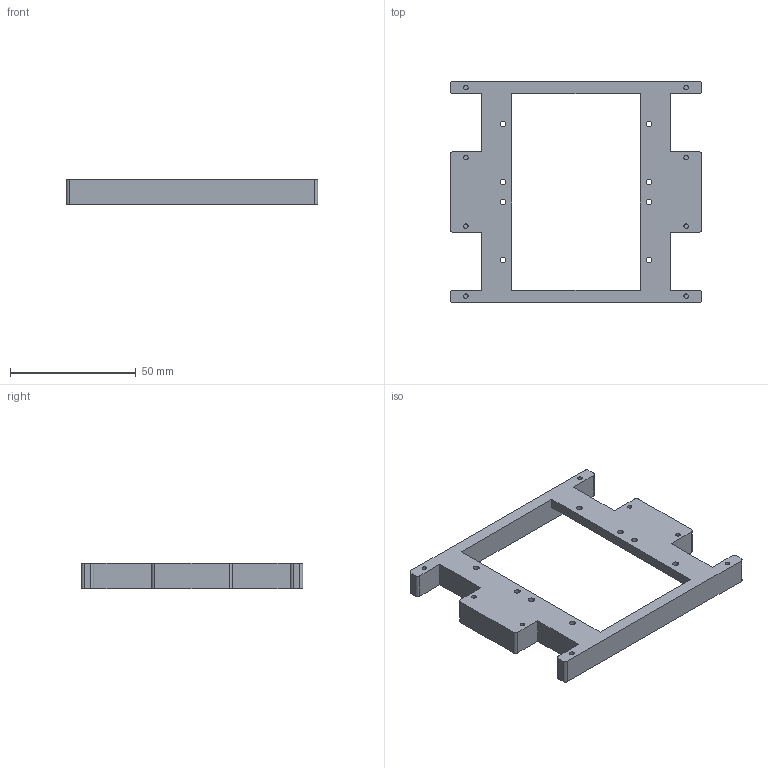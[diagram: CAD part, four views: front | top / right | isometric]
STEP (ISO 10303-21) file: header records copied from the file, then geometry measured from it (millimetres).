
FILE_DESCRIPTION((''),'2;1');
FILE_NAME('240707ZHIJIA','2024-07-07T19:37:21',('Admin'),(''),'CREO PARAMETRIC BY PTC INC, 2021063','CREO PARAMETRIC BY PTC INC, 2021063','');
FILE_SCHEMA(('CONFIG_CONTROL_DESIGN'));
Length unit declared in the file: millimetre
Products named in the file (1): 240707ZHIJIA
Bounding box: 100 x 88 x 10 mm (x, y, z)
Volume: 29828.7 mm3; surface area: 15303 mm2
Topology: 1 solids, 1 shells, 82 faces, 216 edges, 144 vertices
Faces by surface type: cylinder 44, plane 38
Entity records: 2642 total; most frequent: DIRECTION 468, CARTESIAN_POINT 442, ORIENTED_EDGE 432, EDGE_CURVE 216, AXIS2_PLACEMENT_3D 170, VERTEX_POINT 144, VECTOR 128, LINE 128
